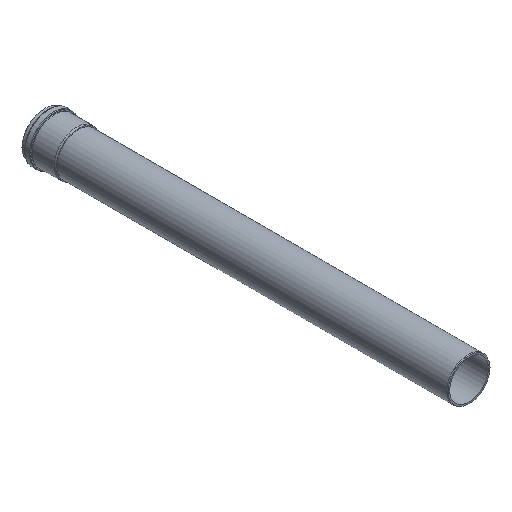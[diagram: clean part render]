
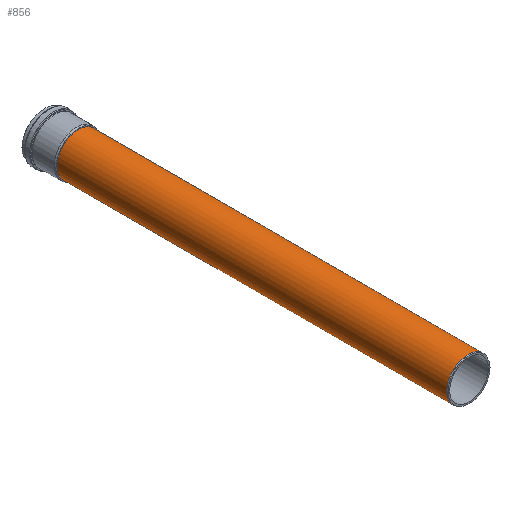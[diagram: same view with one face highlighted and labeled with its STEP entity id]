
A CAD part, isometric view. The second image highlights one B-rep face of the part: STEP entity #856.
In plain terms, the highlighted cylindrical face has radius 157.5 mm (diameter 315 mm), a full revolution.
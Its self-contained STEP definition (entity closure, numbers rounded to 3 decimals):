
#100=FACE_OUTER_BOUND('',#144,.T.);
#144=EDGE_LOOP('',(#799,#800,#801,#802));
#168=LINE('',#1681,#188);
#188=VECTOR('',#1394,157.5);
#301=CIRCLE('',#1062,157.5);
#302=CIRCLE('',#1064,157.5);
#402=VERTEX_POINT('',#1676);
#403=VERTEX_POINT('',#1680);
#535=EDGE_CURVE('',#402,#402,#301,.T.);
#536=EDGE_CURVE('',#402,#403,#168,.T.);
#537=EDGE_CURVE('',#403,#403,#302,.T.);
#799=ORIENTED_EDGE('',*,*,#535,.F.);
#800=ORIENTED_EDGE('',*,*,#536,.T.);
#801=ORIENTED_EDGE('',*,*,#537,.F.);
#802=ORIENTED_EDGE('',*,*,#536,.F.);
#818=CYLINDRICAL_SURFACE('',#1063,157.5);
#856=ADVANCED_FACE('',(#100),#818,.T.);
#1062=AXIS2_PLACEMENT_3D('',#1678,#1390,#1391);
#1063=AXIS2_PLACEMENT_3D('',#1679,#1392,#1393);
#1064=AXIS2_PLACEMENT_3D('',#1682,#1395,#1396);
#1390=DIRECTION('center_axis',(0.,0.,1.));
#1391=DIRECTION('ref_axis',(-1.,0.,0.));
#1392=DIRECTION('center_axis',(0.,0.,1.));
#1393=DIRECTION('ref_axis',(-1.,0.,0.));
#1394=DIRECTION('',(0.,0.,-1.));
#1395=DIRECTION('center_axis',(0.,0.,-1.));
#1396=DIRECTION('ref_axis',(-1.,0.,0.));
#1676=CARTESIAN_POINT('',(157.5,0.,2982.9));
#1678=CARTESIAN_POINT('Origin',(0.,0.,2982.9));
#1679=CARTESIAN_POINT('Origin',(0.,0.,0.));
#1680=CARTESIAN_POINT('',(157.5,0.,0.));
#1681=CARTESIAN_POINT('',(157.5,0.,0.));
#1682=CARTESIAN_POINT('Origin',(0.,0.,0.));
